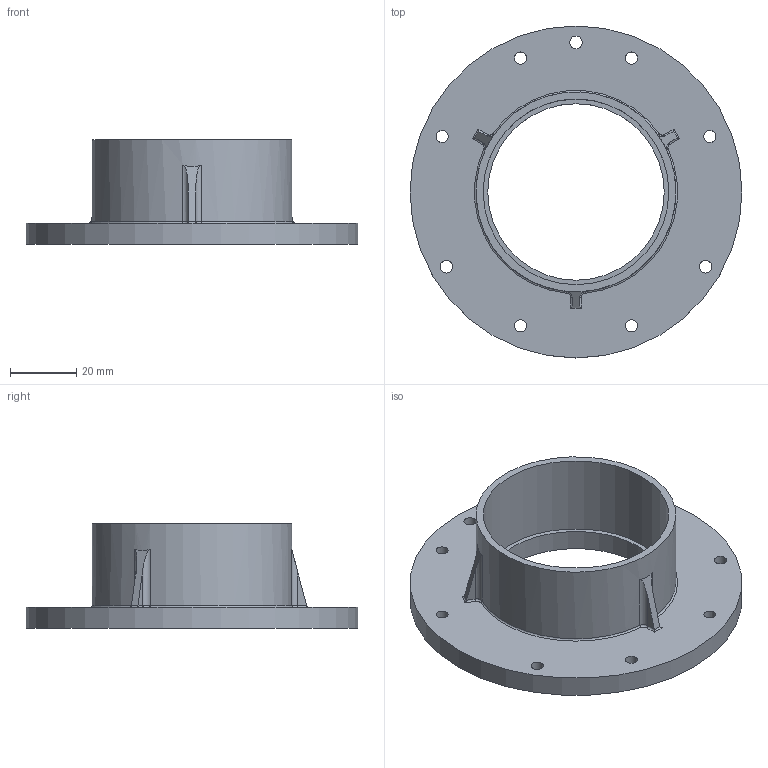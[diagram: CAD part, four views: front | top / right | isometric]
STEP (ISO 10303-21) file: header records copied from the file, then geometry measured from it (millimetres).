
FILE_DESCRIPTION(/* description */ ('STEP AP242','CAx-IF Rec.Pracs.---Representation and Presentation of Product Manufacturing Information (PMI)---4.0---2014-10-13','CAx-IF Rec.Pracs.---3D Tessellated Geometry---0.4---2014-09-14','2;1'),/* implementation_level */ '2;1');
FILE_NAME(/* name */ '61f7fb4db054833dab2cf7f2',/* time_stamp */ '2022-01-31T15:07:58+00:00',/* author */ (''),/* organization */ (''),/* preprocessor_version */ 'ST-DEVELOPER v18.101',/* originating_system */ ' ',/* authorisation */ ' ');
FILE_SCHEMA (('AP242_MANAGED_MODEL_BASED_3D_ENGINEERING_MIM_LF { 1 0 10303 442 1 1 4 }'));
Length unit declared in the file: metre
Products named in the file (1): Photon Gear Mount Top
Bounding box: 100.33 x 100.33 x 31.5 mm (x, y, z)
Volume: 45668.9 mm3; surface area: 24186.7 mm2
Topology: 1 solids, 1 shells, 50 faces, 129 edges, 83 vertices
Faces by surface type: cylinder 28, plane 13, torus 9
Full cylindrical faces by diameter (mm): 3.658 x6, 3.797 x3, 53.34 x1, 56.109 x1, 60.427 x1, 100.33 x1
Entity records: 1518 total; most frequent: DIRECTION 290, CARTESIAN_POINT 242, ORIENTED_EDGE 224, AXIS2_PLACEMENT_3D 127, EDGE_CURVE 112, EDGE_LOOP 85, FACE_BOUND 85, VERTEX_POINT 79
